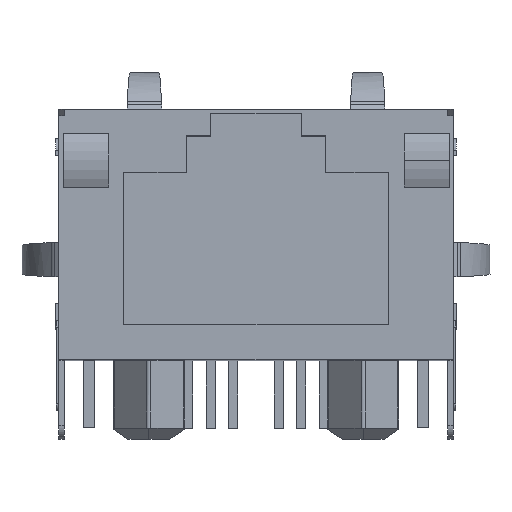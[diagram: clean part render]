
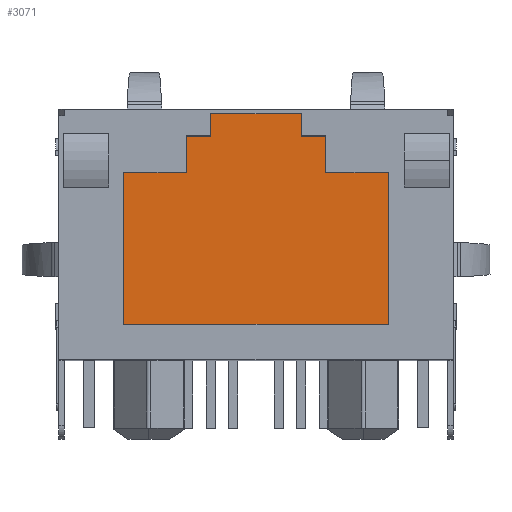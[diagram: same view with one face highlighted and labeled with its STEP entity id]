
A CAD part, top view. The second image highlights one B-rep face of the part: STEP entity #3071.
In plain terms, the highlighted planar face has unit normal (0, 0, 1).
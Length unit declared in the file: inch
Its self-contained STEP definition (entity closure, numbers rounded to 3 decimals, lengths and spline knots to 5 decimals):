
#214 = ORIENTED_EDGE ( 'NONE', *, *, #5458, .T. ) ;
#215 = ORIENTED_EDGE ( 'NONE', *, *, #5460, .T. ) ;
#216 = ORIENTED_EDGE ( 'NONE', *, *, #5462, .T. ) ;
#217 = ORIENTED_EDGE ( 'NONE', *, *, #5464, .T. ) ;
#218 = ORIENTED_EDGE ( 'NONE', *, *, #5466, .T. ) ;
#219 = ORIENTED_EDGE ( 'NONE', *, *, #5468, .T. ) ;
#220 = ORIENTED_EDGE ( 'NONE', *, *, #5470, .T. ) ;
#305 = VERTEX_POINT ( 'NONE', #4757 ) ;
#306 = VERTEX_POINT ( 'NONE', #4885 ) ;
#345 = VERTEX_POINT ( 'NONE', #4761 ) ;
#387 = VERTEX_POINT ( 'NONE', #4624 ) ;
#443 = VERTEX_POINT ( 'NONE', #4798 ) ;
#995 = VERTEX_POINT ( 'NONE', #4773 ) ;
#1012 = VERTEX_POINT ( 'NONE', #4568 ) ;
#1013 = VERTEX_POINT ( 'NONE', #4574 ) ;
#1033 = VERTEX_POINT ( 'NONE', #4560 ) ;
#1035 = VERTEX_POINT ( 'NONE', #4561 ) ;
#1101 = VERTEX_POINT ( 'NONE', #4744 ) ;
#2571 = LINE ( 'NONE', #9550, #2574 ) ;
#2574 = VECTOR ( 'NONE', #9548, 39.37008 ) ;
#2575 = LINE ( 'NONE', #9546, #2578 ) ;
#2578 = VECTOR ( 'NONE', #9545, 39.37008 ) ;
#2579 = LINE ( 'NONE', #9542, #2582 ) ;
#2582 = VECTOR ( 'NONE', #9541, 39.37008 ) ;
#2583 = LINE ( 'NONE', #9538, #2586 ) ;
#2586 = VECTOR ( 'NONE', #9537, 39.37008 ) ;
#2587 = LINE ( 'NONE', #9534, #2590 ) ;
#2590 = VECTOR ( 'NONE', #9533, 39.37008 ) ;
#2591 = LINE ( 'NONE', #9530, #2594 ) ;
#2594 = VECTOR ( 'NONE', #9529, 39.37008 ) ;
#2595 = LINE ( 'NONE', #9526, #2598 ) ;
#2598 = VECTOR ( 'NONE', #9524, 39.37008 ) ;
#2599 = LINE ( 'NONE', #9521, #2602 ) ;
#2602 = VECTOR ( 'NONE', #9520, 39.37008 ) ;
#2603 = LINE ( 'NONE', #9517, #2606 ) ;
#2606 = VECTOR ( 'NONE', #9516, 39.37008 ) ;
#2607 = LINE ( 'NONE', #9513, #2610 ) ;
#2610 = VECTOR ( 'NONE', #9512, 39.37008 ) ;
#2611 = LINE ( 'NONE', #9509, #2614 ) ;
#2614 = VECTOR ( 'NONE', #9508, 39.37008 ) ;
#2615 = LINE ( 'NONE', #9505, #2618 ) ;
#2618 = VECTOR ( 'NONE', #9504, 39.37008 ) ;
#2904 = VERTEX_POINT ( 'NONE', #7238 ) ;
#3071 = ADVANCED_FACE ( 'NONE', ( #10408 ), #7003, .T. ) ;
#3243 = EDGE_LOOP ( 'NONE', ( #5933, #220, #219, #218, #217, #216, #215, #214, #5935, #5934, #5829, #5831 ) ) ;
#4560 = CARTESIAN_POINT ( 'NONE',  ( -0.23425, 0.32267, 0.138 ) ) ;
#4561 = CARTESIAN_POINT ( 'NONE',  ( -0.08, 0.38763, 0.138 ) ) ;
#4568 = CARTESIAN_POINT ( 'NONE',  ( 0.23425, 0.05298, 0.138 ) ) ;
#4574 = CARTESIAN_POINT ( 'NONE',  ( 0.12402, 0.38763, 0.138 ) ) ;
#4624 = CARTESIAN_POINT ( 'NONE',  ( 0.23425, 0.32267, 0.138 ) ) ;
#4744 = CARTESIAN_POINT ( 'NONE',  ( -0.08, 0.427, 0.138 ) ) ;
#4757 = CARTESIAN_POINT ( 'NONE',  ( -0.12402, 0.32267, 0.138 ) ) ;
#4761 = CARTESIAN_POINT ( 'NONE',  ( -0.12402, 0.38763, 0.138 ) ) ;
#4773 = CARTESIAN_POINT ( 'NONE',  ( -0.23425, 0.05298, 0.138 ) ) ;
#4798 = CARTESIAN_POINT ( 'NONE',  ( 0.08, 0.427, 0.138 ) ) ;
#4885 = CARTESIAN_POINT ( 'NONE',  ( 0.08, 0.38763, 0.138 ) ) ;
#5448 = EDGE_CURVE ( 'NONE', #1101, #1035, #2571, .T. ) ;
#5450 = EDGE_CURVE ( 'NONE', #443, #1101, #2575, .T. ) ;
#5452 = EDGE_CURVE ( 'NONE', #306, #443, #2579, .T. ) ;
#5454 = EDGE_CURVE ( 'NONE', #1013, #306, #2583, .T. ) ;
#5456 = EDGE_CURVE ( 'NONE', #2904, #1013, #2587, .T. ) ;
#5458 = EDGE_CURVE ( 'NONE', #387, #2904, #2591, .T. ) ;
#5460 = EDGE_CURVE ( 'NONE', #1012, #387, #2595, .T. ) ;
#5462 = EDGE_CURVE ( 'NONE', #995, #1012, #2599, .T. ) ;
#5464 = EDGE_CURVE ( 'NONE', #1033, #995, #2603, .T. ) ;
#5466 = EDGE_CURVE ( 'NONE', #305, #1033, #2607, .T. ) ;
#5468 = EDGE_CURVE ( 'NONE', #345, #305, #2611, .T. ) ;
#5470 = EDGE_CURVE ( 'NONE', #1035, #345, #2615, .T. ) ;
#5829 = ORIENTED_EDGE ( 'NONE', *, *, #5452, .T. ) ;
#5831 = ORIENTED_EDGE ( 'NONE', *, *, #5450, .T. ) ;
#5933 = ORIENTED_EDGE ( 'NONE', *, *, #5448, .T. ) ;
#5934 = ORIENTED_EDGE ( 'NONE', *, *, #5454, .T. ) ;
#5935 = ORIENTED_EDGE ( 'NONE', *, *, #5456, .T. ) ;
#6869 = DIRECTION ( 'NONE',  ( 1., 0., 0. ) ) ;
#6870 = DIRECTION ( 'NONE',  ( 0., 0., 1. ) ) ;
#6929 = CARTESIAN_POINT ( 'NONE',  ( -0.08, 0.38763, 0.138 ) ) ;
#7003 = PLANE ( 'NONE',  #8485 ) ;
#7238 = CARTESIAN_POINT ( 'NONE',  ( 0.12402, 0.32267, 0.138 ) ) ;
#8485 = AXIS2_PLACEMENT_3D ( 'NONE', #6929, #6870, #6869 ) ;
#9504 = DIRECTION ( 'NONE',  ( -1., 0., 0. ) ) ;
#9505 = CARTESIAN_POINT ( 'NONE',  ( -0.12402, 0.38763, 0.138 ) ) ;
#9508 = DIRECTION ( 'NONE',  ( 0., -1., 0. ) ) ;
#9509 = CARTESIAN_POINT ( 'NONE',  ( -0.12402, 0.38763, 0.138 ) ) ;
#9512 = DIRECTION ( 'NONE',  ( -1., 0., 0. ) ) ;
#9513 = CARTESIAN_POINT ( 'NONE',  ( -0.12402, 0.32267, 0.138 ) ) ;
#9516 = DIRECTION ( 'NONE',  ( 0., -1., 0. ) ) ;
#9517 = CARTESIAN_POINT ( 'NONE',  ( -0.23425, 0.20743, 0.138 ) ) ;
#9520 = DIRECTION ( 'NONE',  ( 1., 0., 0. ) ) ;
#9521 = CARTESIAN_POINT ( 'NONE',  ( 0.23425, 0.05298, 0.138 ) ) ;
#9524 = DIRECTION ( 'NONE',  ( 0., 1., 0. ) ) ;
#9526 = CARTESIAN_POINT ( 'NONE',  ( 0.23425, 0.05298, 0.138 ) ) ;
#9529 = DIRECTION ( 'NONE',  ( -1., 0., 0. ) ) ;
#9530 = CARTESIAN_POINT ( 'NONE',  ( 0.23425, 0.32267, 0.138 ) ) ;
#9533 = DIRECTION ( 'NONE',  ( 0., 1., 0. ) ) ;
#9534 = CARTESIAN_POINT ( 'NONE',  ( 0.12402, 0.32267, 0.138 ) ) ;
#9537 = DIRECTION ( 'NONE',  ( -1., 0., 0. ) ) ;
#9538 = CARTESIAN_POINT ( 'NONE',  ( 0.08, 0.38763, 0.138 ) ) ;
#9541 = DIRECTION ( 'NONE',  ( 0., 1., 0. ) ) ;
#9542 = CARTESIAN_POINT ( 'NONE',  ( 0.08, 0.427, 0.138 ) ) ;
#9545 = DIRECTION ( 'NONE',  ( -1., 0., 0. ) ) ;
#9546 = CARTESIAN_POINT ( 'NONE',  ( 0.08, 0.427, 0.138 ) ) ;
#9548 = DIRECTION ( 'NONE',  ( 0., -1., 0. ) ) ;
#9550 = CARTESIAN_POINT ( 'NONE',  ( -0.08, 0.427, 0.138 ) ) ;
#10408 = FACE_OUTER_BOUND ( 'NONE', #3243, .T. ) ;
